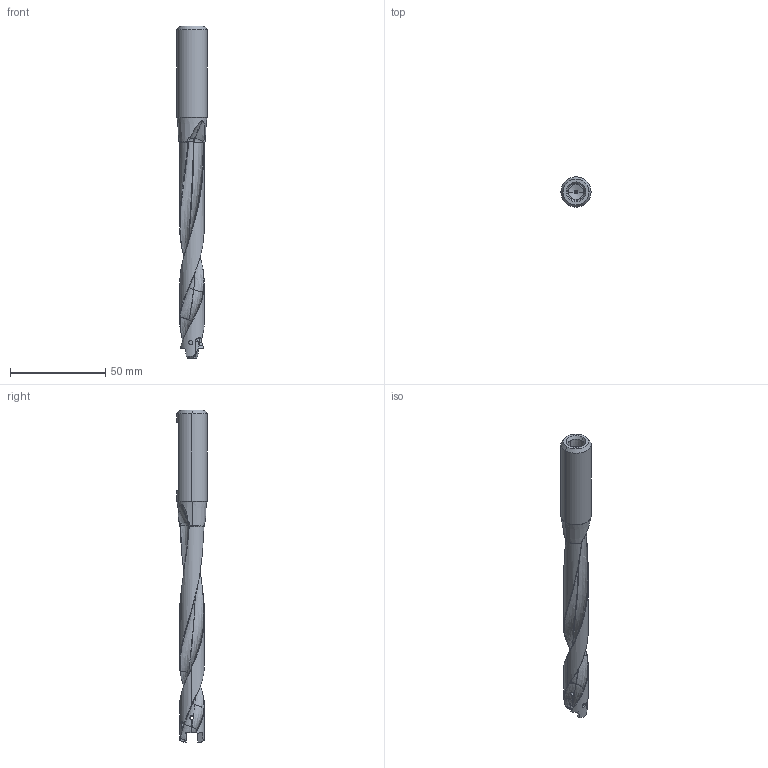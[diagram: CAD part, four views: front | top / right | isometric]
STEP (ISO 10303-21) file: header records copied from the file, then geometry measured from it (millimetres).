
FILE_DESCRIPTION(/* description */ (''),/* implementation_level */ '2;1');
FILE_NAME(/* name */ 'STAWLN0035.stp',/* time_stamp */ '2025-06-11T16:51:47+09:00',/* author */ (''),/* organization */ (''),/* preprocessor_version */ 'ST-DEVELOPER v18.101',/* originating_system */ 'SIEMENS PLM Software NX 2011',/* authorisation */ '');
FILE_SCHEMA (('AUTOMOTIVE_DESIGN { 1 0 10303 214 3 1 1 1 }'));
Length unit declared in the file: millimetre
Products named in the file (1): STAWLN0035_ASM
Bounding box: 15.88 x 15.88 x 174.63 mm (x, y, z)
Volume: 15875.1 mm3; surface area: 10382.4 mm2
Topology: 3 solids, 3 shells, 221 faces, 699 edges, 472 vertices
Faces by surface type: cylinder 73, plane 40, bspline 36, cone 34, sphere 28, torus 8, revolution 2
Entity records: 15870 total; most frequent: CARTESIAN_POINT 10381, ORIENTED_EDGE 1360, DIRECTION 797, EDGE_CURVE 680, VERTEX_POINT 468, B_SPLINE_CURVE_WITH_KNOTS 417, AXIS2_PLACEMENT_3D 332, EDGE_LOOP 234
